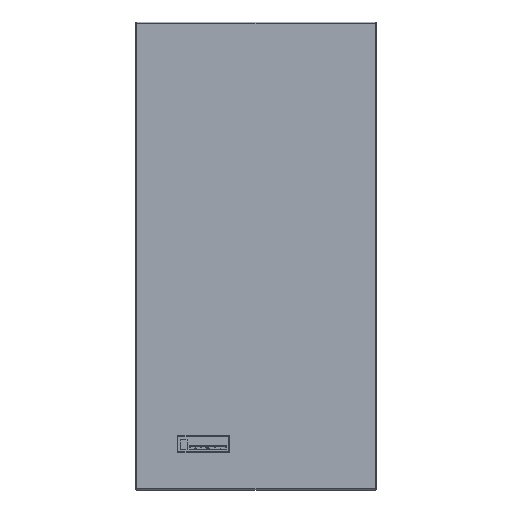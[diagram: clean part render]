
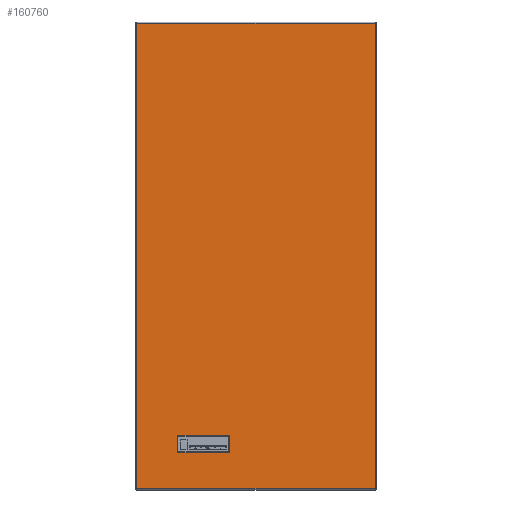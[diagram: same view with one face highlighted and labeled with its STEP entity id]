
A CAD part, top view. The second image highlights one B-rep face of the part: STEP entity #160760.
In plain terms, the highlighted planar face has unit normal (0, 0, 1).
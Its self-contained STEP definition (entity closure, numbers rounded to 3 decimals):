
#158090=CARTESIAN_POINT('',(-219.,420.325,58.));
#158100=VERTEX_POINT('',#158090);
#159450=CARTESIAN_POINT('',(219.,420.325,58.));
#159460=VERTEX_POINT('',#159450);
#159490=CARTESIAN_POINT('',(0.,420.325,58.));
#159500=DIRECTION('',(-1.,0.,0.));
#159510=VECTOR('',#159500,1.);
#159520=LINE('',#159490,#159510);
#159530=EDGE_CURVE('',#159460,#158100,#159520,.T.);
#159640=CARTESIAN_POINT('',(-219.,-7.,58.));
#159650=DIRECTION('',(0.,1.,0.));
#159660=VECTOR('',#159650,1.);
#159670=LINE('',#159640,#159660);
#159680=CARTESIAN_POINT('',(-219.,-434.325,58.));
#159690=VERTEX_POINT('',#159680);
#159700=EDGE_CURVE('',#159690,#158100,#159670,.T.);
#159830=CARTESIAN_POINT('',(0.,-7.,58.));
#159840=DIRECTION('',(0.,0.,1.));
#159850=DIRECTION('',(1.,0.,0.));
#159860=AXIS2_PLACEMENT_3D('',#159830,#159840,#159850);
#159870=PLANE('',#159860);
#159880=CARTESIAN_POINT('',(-144.8,-7.,58.));
#159890=DIRECTION('',(0.,1.,0.));
#159900=VECTOR('',#159890,1.);
#159910=LINE('',#159880,#159900);
#159920=CARTESIAN_POINT('',(-144.8,-365.925,
58.));
#159930=VERTEX_POINT('',#159920);
#159940=CARTESIAN_POINT('',(-144.8,-337.925,
58.));
#159950=VERTEX_POINT('',#159940);
#159960=EDGE_CURVE('',#159930,#159950,#159910,.T.);
#159970=ORIENTED_EDGE('',*,*,#159960,.T.);
#159980=CARTESIAN_POINT('',(-143.3,-365.925,
58.));
#159990=DIRECTION('',(0.,0.,1.));
#160000=DIRECTION('',(-1.,0.,0.));
#160010=AXIS2_PLACEMENT_3D('',#159980,#159990,#160000);
#160020=CIRCLE('',#160010,1.5);
#160030=CARTESIAN_POINT('',(-143.3,-367.425,
58.));
#160040=VERTEX_POINT('',#160030);
#160050=EDGE_CURVE('',#159930,#160040,#160020,.T.);
#160060=ORIENTED_EDGE('',*,*,#160050,.F.);
#160070=CARTESIAN_POINT('',(0.,-367.425,58.));
#160080=DIRECTION('',(-1.,0.,0.));
#160090=VECTOR('',#160080,1.);
#160100=LINE('',#160070,#160090);
#160110=CARTESIAN_POINT('',(-50.3,-367.425,
58.));
#160120=VERTEX_POINT('',#160110);
#160130=EDGE_CURVE('',#160120,#160040,#160100,.T.);
#160140=ORIENTED_EDGE('',*,*,#160130,.T.);
#160150=CARTESIAN_POINT('',(-50.3,-365.925,
58.));
#160160=DIRECTION('',(0.,0.,1.));
#160170=DIRECTION('',(0.,-1.,0.));
#160180=AXIS2_PLACEMENT_3D('',#160150,#160160,#160170);
#160190=CIRCLE('',#160180,1.5);
#160200=CARTESIAN_POINT('',(-48.8,-365.925,
58.));
#160210=VERTEX_POINT('',#160200);
#160220=EDGE_CURVE('',#160120,#160210,#160190,.T.);
#160230=ORIENTED_EDGE('',*,*,#160220,.F.);
#160240=CARTESIAN_POINT('',(-48.8,-7.,58.));
#160250=DIRECTION('',(0.,-1.,0.));
#160260=VECTOR('',#160250,1.);
#160270=LINE('',#160240,#160260);
#160280=CARTESIAN_POINT('',(-48.8,-337.925,
58.));
#160290=VERTEX_POINT('',#160280);
#160300=EDGE_CURVE('',#160290,#160210,#160270,.T.);
#160310=ORIENTED_EDGE('',*,*,#160300,.T.);
#160320=CARTESIAN_POINT('',(-50.3,-337.925,
58.));
#160330=DIRECTION('',(0.,0.,1.));
#160340=DIRECTION('',(1.,0.,0.));
#160350=AXIS2_PLACEMENT_3D('',#160320,#160330,#160340);
#160360=CIRCLE('',#160350,1.5);
#160370=CARTESIAN_POINT('',(-50.3,-336.425,
58.));
#160380=VERTEX_POINT('',#160370);
#160390=EDGE_CURVE('',#160290,#160380,#160360,.T.);
#160400=ORIENTED_EDGE('',*,*,#160390,.F.);
#160410=CARTESIAN_POINT('',(0.,-336.425,58.));
#160420=DIRECTION('',(1.,0.,0.));
#160430=VECTOR('',#160420,1.);
#160440=LINE('',#160410,#160430);
#160450=CARTESIAN_POINT('',(-143.3,-336.425,
58.));
#160460=VERTEX_POINT('',#160450);
#160470=EDGE_CURVE('',#160460,#160380,#160440,.T.);
#160480=ORIENTED_EDGE('',*,*,#160470,.T.);
#160490=CARTESIAN_POINT('',(-143.3,-337.925,
58.));
#160500=DIRECTION('',(0.,0.,1.));
#160510=DIRECTION('',(0.,1.,0.));
#160520=AXIS2_PLACEMENT_3D('',#160490,#160500,#160510);
#160530=CIRCLE('',#160520,1.5);
#160540=EDGE_CURVE('',#160460,#159950,#160530,.T.);
#160550=ORIENTED_EDGE('',*,*,#160540,.F.);
#160560=EDGE_LOOP('',(#160550,#160480,#160400,#160310,#160230,#160140,
#160060,#159970));
#160570=FACE_BOUND('',#160560,.T.);
#160580=ORIENTED_EDGE('',*,*,#159700,.F.);
#160590=ORIENTED_EDGE('',*,*,#159530,.T.);
#160600=CARTESIAN_POINT('',(219.,0.,58.));
#160610=DIRECTION('',(0.,1.,0.));
#160620=VECTOR('',#160610,1.);
#160630=LINE('',#160600,#160620);
#160640=CARTESIAN_POINT('',(219.,-434.325,58.));
#160650=VERTEX_POINT('',#160640);
#160660=EDGE_CURVE('',#160650,#159460,#160630,.T.);
#160670=ORIENTED_EDGE('',*,*,#160660,.T.);
#160680=CARTESIAN_POINT('',(0.,-434.325,58.));
#160690=DIRECTION('',(-1.,0.,0.));
#160700=VECTOR('',#160690,1.);
#160710=LINE('',#160680,#160700);
#160720=EDGE_CURVE('',#160650,#159690,#160710,.T.);
#160730=ORIENTED_EDGE('',*,*,#160720,.F.);
#160740=EDGE_LOOP('',(#160730,#160670,#160590,#160580));
#160750=FACE_OUTER_BOUND('',#160740,.T.);
#160760=ADVANCED_FACE('',(#160570,#160750),#159870,.T.);
